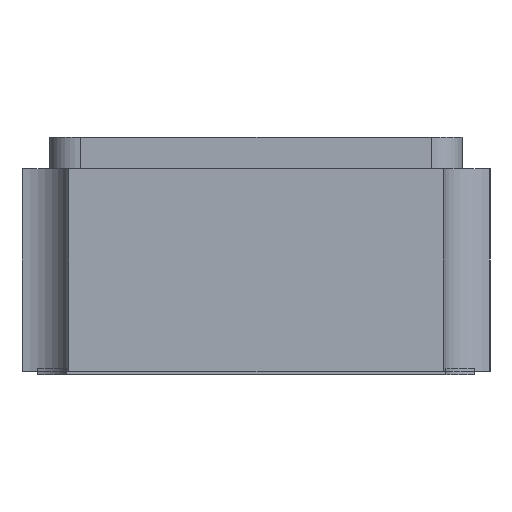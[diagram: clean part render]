
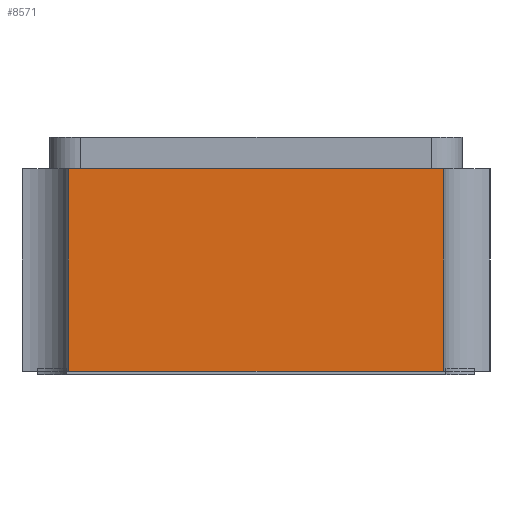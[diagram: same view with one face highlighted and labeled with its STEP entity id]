
A CAD part, left-side view. The second image highlights one B-rep face of the part: STEP entity #8571.
In plain terms, the highlighted planar face has unit normal (-1, 0, 0).
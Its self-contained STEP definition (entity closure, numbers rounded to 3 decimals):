
#650=FACE_OUTER_BOUND('',#1115,.T.);
#1115=EDGE_LOOP('',(#5464,#5465,#5466,#5467));
#1633=LINE('',#11228,#2495);
#1634=LINE('',#11230,#2496);
#1635=LINE('',#11232,#2497);
#1636=LINE('',#11233,#2498);
#2495=VECTOR('',#9551,1.);
#2496=VECTOR('',#9552,1.);
#2497=VECTOR('',#9553,1.);
#2498=VECTOR('',#9554,1.);
#3352=VERTEX_POINT('',#11226);
#3353=VERTEX_POINT('',#11227);
#3354=VERTEX_POINT('',#11229);
#3355=VERTEX_POINT('',#11231);
#4189=EDGE_CURVE('',#3352,#3353,#1633,.T.);
#4190=EDGE_CURVE('',#3352,#3354,#1634,.T.);
#4191=EDGE_CURVE('',#3355,#3354,#1635,.T.);
#4192=EDGE_CURVE('',#3353,#3355,#1636,.T.);
#5464=ORIENTED_EDGE('',*,*,#4189,.F.);
#5465=ORIENTED_EDGE('',*,*,#4190,.T.);
#5466=ORIENTED_EDGE('',*,*,#4191,.F.);
#5467=ORIENTED_EDGE('',*,*,#4192,.F.);
#7865=PLANE('',#9075);
#8571=ADVANCED_FACE('',(#650),#7865,.F.);
#9075=AXIS2_PLACEMENT_3D('',#11225,#9549,#9550);
#9549=DIRECTION('center_axis',(1.,0.,0.));
#9550=DIRECTION('ref_axis',(0.,0.,-1.));
#9551=DIRECTION('',(0.,0.,1.));
#9552=DIRECTION('',(0.,-1.,0.));
#9553=DIRECTION('',(0.,0.,-1.));
#9554=DIRECTION('',(0.,-1.,0.));
#11225=CARTESIAN_POINT('Origin',(-1.6,-0.75,0.66));
#11226=CARTESIAN_POINT('',(-1.6,0.6,0.01));
#11227=CARTESIAN_POINT('',(-1.6,0.6,0.66));
#11228=CARTESIAN_POINT('',(-1.6,0.6,0.7));
#11229=CARTESIAN_POINT('',(-1.6,-0.6,0.01));
#11230=CARTESIAN_POINT('',(-1.6,-0.75,0.01));
#11231=CARTESIAN_POINT('',(-1.6,-0.6,0.66));
#11232=CARTESIAN_POINT('',(-1.6,-0.6,0.7));
#11233=CARTESIAN_POINT('',(-1.6,-0.75,0.66));
